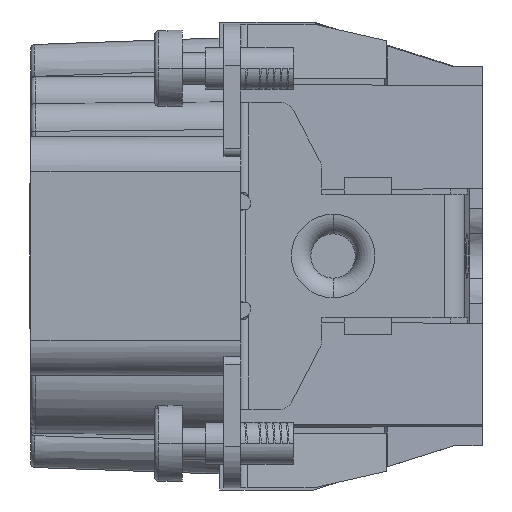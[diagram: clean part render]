
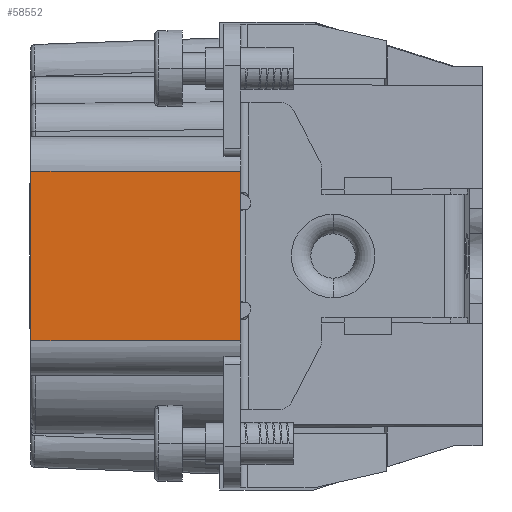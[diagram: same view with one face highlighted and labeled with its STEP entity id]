
A CAD part, left-side view. The second image highlights one B-rep face of the part: STEP entity #58552.
In plain terms, the highlighted planar face has unit normal (-1, 0, 0).
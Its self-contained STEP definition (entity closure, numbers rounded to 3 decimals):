
#3709=DIRECTION('',(0.,0.,1.));
#3710=VECTOR('',#3709,12.2);
#3711=CARTESIAN_POINT('',(-41.998,-1.,-6.1));
#3712=LINE('',#3711,#3710);
#4032=DIRECTION('',(0.,1.,0.));
#4033=VECTOR('',#4032,15.1);
#4034=CARTESIAN_POINT('',(-41.998,-1.,6.1));
#4035=LINE('',#4034,#4033);
#4040=DIRECTION('',(0.,0.,1.));
#4041=VECTOR('',#4040,12.2);
#4042=CARTESIAN_POINT('',(-41.998,14.1,-6.1));
#4043=LINE('',#4042,#4041);
#4048=DIRECTION('',(0.,-1.,0.));
#4049=VECTOR('',#4048,15.1);
#4050=CARTESIAN_POINT('',(-41.998,14.1,-6.1));
#4051=LINE('',#4050,#4049);
#45118=CARTESIAN_POINT('',(-41.998,-1.,-6.1));
#45119=VERTEX_POINT('',#45118);
#45120=CARTESIAN_POINT('',(-41.998,-1.,6.1));
#45121=VERTEX_POINT('',#45120);
#45188=CARTESIAN_POINT('',(-41.998,14.1,6.1));
#45189=VERTEX_POINT('',#45188);
#45190=CARTESIAN_POINT('',(-41.998,14.1,-6.1));
#45191=VERTEX_POINT('',#45190);
#58540=CARTESIAN_POINT('',(-41.998,14.1,6.1));
#58541=DIRECTION('',(1.,0.,0.));
#58542=DIRECTION('',(0.,0.,-1.));
#58543=AXIS2_PLACEMENT_3D('',#58540,#58541,#58542);
#58544=PLANE('',#58543);
#58545=ORIENTED_EDGE('',*,*,#56565,.T.);
#58546=ORIENTED_EDGE('',*,*,#58532,.F.);
#58547=ORIENTED_EDGE('',*,*,#58195,.F.);
#58549=ORIENTED_EDGE('',*,*,#58548,.F.);
#58550=EDGE_LOOP('',(#58545,#58546,#58547,#58549));
#58551=FACE_OUTER_BOUND('',#58550,.F.);
#58552=ADVANCED_FACE('',(#58551),#58544,.F.);
#56565=EDGE_CURVE('',#45191,#45189,#4043,.T.);
#58195=EDGE_CURVE('',#45119,#45121,#3712,.T.);
#58532=EDGE_CURVE('',#45121,#45189,#4035,.T.);
#58548=EDGE_CURVE('',#45191,#45119,#4051,.T.);
